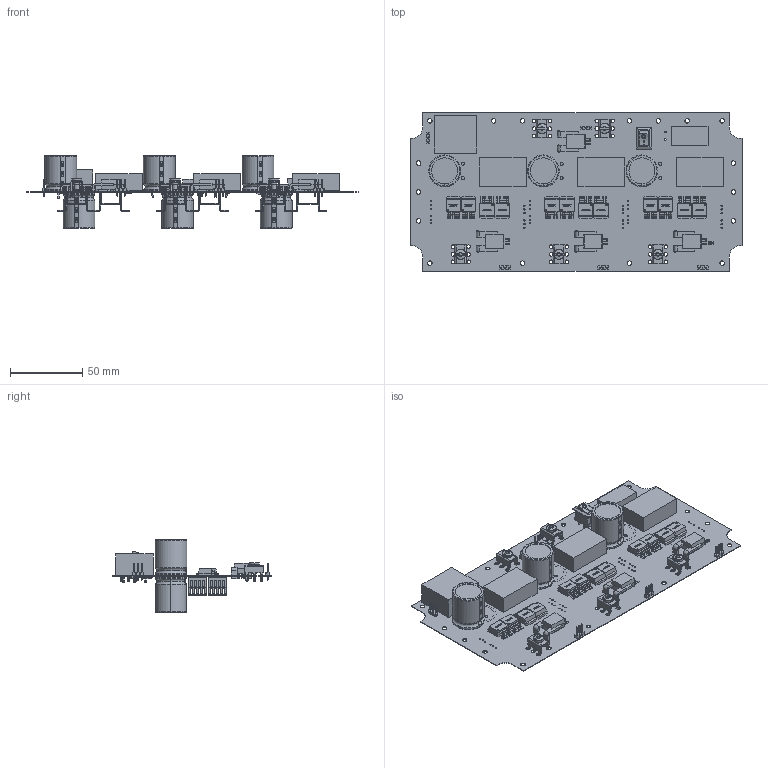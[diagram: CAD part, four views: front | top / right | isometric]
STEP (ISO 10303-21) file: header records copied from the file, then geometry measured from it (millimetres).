
FILE_DESCRIPTION(('Open CASCADE Model'),'2;1');
FILE_NAME('Open CASCADE Shape Model','2019-07-08T16:31:52',('Author'),( 'Open CASCADE'),'Open CASCADE STEP processor 6.8','Open CASCADE 6.8' ,'Unknown');
FILE_SCHEMA(('AUTOMOTIVE_DESIGN { 1 0 10303 214 1 1 1 1 }'));
Length unit declared in the file: millimetre
Products named in the file (103): PCB; Board; R1; 1269460392; Extruded; DISCHARGE; User_Library-User_Library-KCD11-A-101O11RB; Q6; GULLWING_HEATSINK; SW3dPS-TO263-7S; SW3dPS-TO263-7S_Board8; SW3dPS-TO263-7S_Free-Models5; SW3dPS-TO263-7S_PIN1; SW3dPS-TO263-7S_Free-Models9; SW3dPS-TO263-7S_453496145; SW3dPS-TO263-7S_Extruded15; SW3dPS-TO263-7S_Board6; SW3dPS-TO263-7S_453496657; SW3dPS-TO263-7S_Extruded12; SW3dPS-TO263-7S_453496529; SW3dPS-TO263-7S_Extruded19; SW3dPS-TO263-7S_BODY3; SW3dPS-TO263-7S_Board5; SW3dPS-TO263-7S_Free-Models6; SW3dPS-TO263-7S_BODY5; SW3dPS-TO263-7S_Board9; SW3dPS-TO263-7S_Free-Models8; SW3dPS-TO263-7S_453494353; SW3dPS-TO263-7S_Extruded16; SW3dPS-TO263-7S_453494225; SW3dPS-TO263-7S_Extruded20; SW3dPS-TO263-7S_BODY4; SW3dPS-TO263-7S_Board7; SW3dPS-TO263-7S_Free-Models7; SW3dPS-TO263-7S_453496017; SW3dPS-TO263-7S_Extruded21; SW3dPS-TO263-7S_453501393; SW3dPS-TO263-7S_Extruded22; SW3dPS-TO263-7S_453494993; SW3dPS-TO263-7S_Extruded23 ...
Assembly tree (150 placements, depth 10):
  PCB
    Board
    R1
      1269460392
        Extruded
    DISCHARGE
      User_Library-User_Library-KCD11-A-101O11RB
    Q6
      GULLWING_HEATSINK
      SW3dPS-TO263-7S  x2
        SW3dPS-TO263-7S_Board8
        SW3dPS-TO263-7S_Free-Models5
          SW3dPS-TO263-7S_PIN1  x6
            SW3dPS-TO263-7S_Free-Models9
              SW3dPS-TO263-7S_453496145
                SW3dPS-TO263-7S_Extruded15
            SW3dPS-TO263-7S_Board6
          SW3dPS-TO263-7S_453496657
            SW3dPS-TO263-7S_Extruded12
          SW3dPS-TO263-7S_453496529
            SW3dPS-TO263-7S_Extruded19
          SW3dPS-TO263-7S_BODY3
            SW3dPS-TO263-7S_Board5
            SW3dPS-TO263-7S_Free-Models6
              SW3dPS-TO263-7S_BODY5
                SW3dPS-TO263-7S_Board9
                SW3dPS-TO263-7S_Free-Models8
                  SW3dPS-TO263-7S_453494353
                  SW3dPS-TO263-7S_453494225
              SW3dPS-TO263-7S_BODY4
                SW3dPS-TO263-7S_Board7
                SW3dPS-TO263-7S_Free-Models7
                  SW3dPS-TO263-7S_453496017
          SW3dPS-TO263-7S_453501393
            SW3dPS-TO263-7S_Extruded22
          SW3dPS-TO263-7S_453494993
            SW3dPS-TO263-7S_Extruded23
          SW3dPS-TO263-7S_453494865
            SW3dPS-TO263-7S_Extruded13
          SW3dPS-TO263-7S_453495761
            SW3dPS-TO263-7S_Extruded17
          SW3dPS-TO263-7S_453494737
            SW3dPS-TO263-7S_Extruded14
          SW3dPS-TO263-7S_453495377
            SW3dPS-TO263-7S_Extruded18
          SW3dPS-TO263-7S_453266289
            SW3dPS-TO263-7S_Cylinder1
    Q5
      GULLWING_HEATSINK
      SW3dPS-TO263-7S  x2
        SW3dPS-TO263-7S_Board8
        SW3dPS-TO263-7S_Free-Models5
          SW3dPS-TO263-7S_PIN1  x6
            SW3dPS-TO263-7S_Free-Models9
              SW3dPS-TO263-7S_453496145
                SW3dPS-TO263-7S_Extruded15
            SW3dPS-TO263-7S_Board6
          SW3dPS-TO263-7S_453496657
            SW3dPS-TO263-7S_Extruded12
          SW3dPS-TO263-7S_453496529
Bounding box: 230 x 110 x 50.41 mm (x, y, z)
Volume: 116524.4 mm3; surface area: 106462.2 mm2
Topology: 402 solids, 450 shells, 8953 faces, 23710 edges, 15556 vertices
Faces by surface type: plane 7001, cylinder 1228, bspline 386, torus 188, sphere 90, cone 60
Full cylindrical faces by diameter (mm): 0.8 x12, 0.9 x51, 1 x2, 1.1 x2, 1.2 x6, 1.5 x3, 2.2 x12, 2.57 x30, 3.1 x16
Entity records: 53831 total; most frequent: CARTESIAN_POINT 11767, ORIENTED_EDGE 7828, DIRECTION 7364, EDGE_CURVE 3918, LINE 2708, VECTOR 2708, VERTEX_POINT 2615, AXIS2_PLACEMENT_3D 2328
